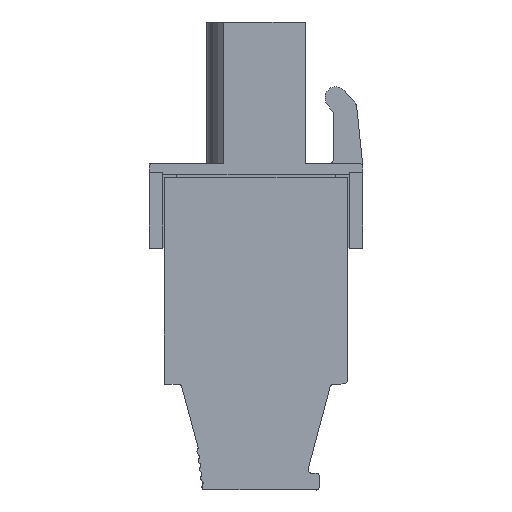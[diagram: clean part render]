
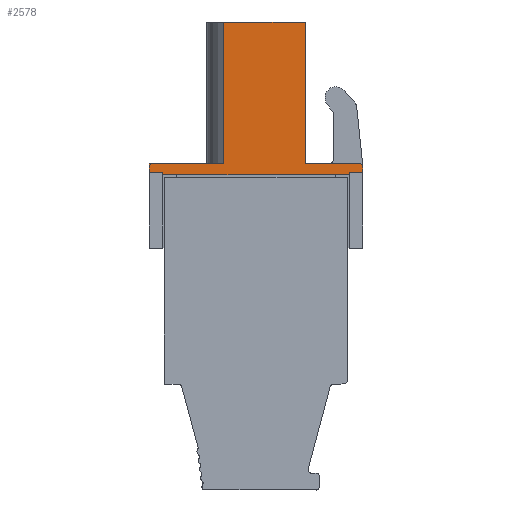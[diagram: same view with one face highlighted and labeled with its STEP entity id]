
A CAD part, left-side view. The second image highlights one B-rep face of the part: STEP entity #2578.
In plain terms, the highlighted planar face has unit normal (-1, 0, 0).
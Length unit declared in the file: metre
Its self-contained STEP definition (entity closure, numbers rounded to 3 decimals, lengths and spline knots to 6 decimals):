
#2578=ADVANCED_FACE('',(#5611),#5612,.T.);
#5611=FACE_OUTER_BOUND('',#8876,.T.);
#5612=PLANE('',#8877);
#8876=EDGE_LOOP('',(#16357,#16358,#16359,#16360,#16361,#16362,#16363,#16364,#16365,#16366,#16367,#16368,#16369,#16370,#16371));
#8877=AXIS2_PLACEMENT_3D('',#16372,#16373,#16374);
#16357=ORIENTED_EDGE('',*,*,#18780,.F.);
#16358=ORIENTED_EDGE('',*,*,#21110,.F.);
#16359=ORIENTED_EDGE('',*,*,#21111,.F.);
#16360=ORIENTED_EDGE('',*,*,#20324,.T.);
#16361=ORIENTED_EDGE('',*,*,#20448,.T.);
#16362=ORIENTED_EDGE('',*,*,#20429,.T.);
#16363=ORIENTED_EDGE('',*,*,#18840,.F.);
#16364=ORIENTED_EDGE('',*,*,#18297,.T.);
#16365=ORIENTED_EDGE('',*,*,#21112,.T.);
#16366=ORIENTED_EDGE('',*,*,#21021,.F.);
#16367=ORIENTED_EDGE('',*,*,#21113,.F.);
#16368=ORIENTED_EDGE('',*,*,#21017,.F.);
#16369=ORIENTED_EDGE('',*,*,#21114,.T.);
#16370=ORIENTED_EDGE('',*,*,#18709,.T.);
#16371=ORIENTED_EDGE('',*,*,#18772,.T.);
#16372=CARTESIAN_POINT('',(-0.031948,-0.030011,-0.068609));
#16373=DIRECTION('',(-1.0,0.,0.));
#16374=DIRECTION('',(0.,0.,-1.0));
#18297=EDGE_CURVE('',#21705,#21703,#21706,.T.);
#18709=EDGE_CURVE('',#22468,#22465,#22469,.T.);
#18772=EDGE_CURVE('',#22465,#22591,#22593,.T.);
#18780=EDGE_CURVE('',#22605,#22591,#22607,.T.);
#18840=EDGE_CURVE('',#21705,#22698,#22699,.T.);
#20324=EDGE_CURVE('',#24890,#24888,#24891,.T.);
#20429=EDGE_CURVE('',#25007,#22698,#25008,.T.);
#20448=EDGE_CURVE('',#24888,#25007,#25030,.T.);
#21017=EDGE_CURVE('',#25804,#25806,#25807,.F.);
#21021=EDGE_CURVE('',#25810,#25812,#25813,.F.);
#21110=EDGE_CURVE('',#25908,#22605,#25909,.F.);
#21111=EDGE_CURVE('',#24890,#25908,#25910,.T.);
#21112=EDGE_CURVE('',#21703,#25812,#25911,.T.);
#21113=EDGE_CURVE('',#25806,#25810,#25912,.T.);
#21114=EDGE_CURVE('',#25804,#22468,#25913,.T.);
#21703=VERTEX_POINT('',#26694);
#21705=VERTEX_POINT('',#26697);
#21706=LINE('',#26698,#26699);
#22465=VERTEX_POINT('',#27762);
#22468=VERTEX_POINT('',#27766);
#22469=LINE('',#27767,#27768);
#22591=VERTEX_POINT('',#27950);
#22593=LINE('',#27953,#27954);
#22605=VERTEX_POINT('',#27971);
#22607=LINE('',#27974,#27975);
#22698=VERTEX_POINT('',#28100);
#22699=LINE('',#28101,#28102);
#24888=VERTEX_POINT('',#31390);
#24890=VERTEX_POINT('',#31393);
#24891=LINE('',#31394,#31395);
#25007=VERTEX_POINT('',#31553);
#25008=LINE('',#31554,#31555);
#25030=LINE('',#31584,#31585);
#25804=VERTEX_POINT('',#32728);
#25806=VERTEX_POINT('',#32731);
#25807=LINE('',#32732,#32733);
#25810=VERTEX_POINT('',#32737);
#25812=VERTEX_POINT('',#32740);
#25813=LINE('',#32741,#32742);
#25908=VERTEX_POINT('',#32900);
#25909=CIRCLE('',#32901,0.000199);
#25910=LINE('',#32902,#32903);
#25911=LINE('',#32904,#32905);
#25912=LINE('',#32906,#32907);
#25913=LINE('',#32908,#32909);
#26694=CARTESIAN_POINT('',(-0.031948,-0.023743,-0.064142));
#26697=CARTESIAN_POINT('',(-0.031948,-0.023743,-0.063616));
#26698=CARTESIAN_POINT('',(-0.031948,-0.023743,-0.068609));
#26699=VECTOR('',#33623,1.0);
#27762=CARTESIAN_POINT('',(-0.031948,-0.036333,-0.064142));
#27766=CARTESIAN_POINT('',(-0.031948,-0.036333,-0.064142));
#27767=CARTESIAN_POINT('',(-0.031948,-0.036333,-0.068609));
#27768=VECTOR('',#34178,1.0);
#27950=CARTESIAN_POINT('',(-0.031948,-0.036327,-0.064142));
#27953=CARTESIAN_POINT('',(-0.031948,-0.030011,-0.064142));
#27954=VECTOR('',#34240,1.0);
#27971=CARTESIAN_POINT('',(-0.031948,-0.036327,-0.063815));
#27974=CARTESIAN_POINT('',(-0.031948,-0.036327,-0.068609));
#27975=VECTOR('',#34247,1.0);
#28100=CARTESIAN_POINT('',(-0.031948,-0.028137,-0.063616));
#28101=CARTESIAN_POINT('',(-0.031948,-0.030011,-0.063616));
#28102=VECTOR('',#34320,1.0);
#31390=CARTESIAN_POINT('',(-0.031948,-0.032937,-0.05527));
#31393=CARTESIAN_POINT('',(-0.031948,-0.032937,-0.063616));
#31394=CARTESIAN_POINT('',(-0.031948,-0.032937,-0.068609));
#31395=VECTOR('',#35665,1.0);
#31553=CARTESIAN_POINT('',(-0.031948,-0.028137,-0.05527));
#31554=CARTESIAN_POINT('',(-0.031948,-0.028137,-0.068609));
#31555=VECTOR('',#35738,1.0);
#31584=CARTESIAN_POINT('',(-0.031948,-0.030011,-0.05527));
#31585=VECTOR('',#35752,1.0);
#32728=CARTESIAN_POINT('',(-0.031948,-0.035526,-0.064142));
#32731=CARTESIAN_POINT('',(-0.031948,-0.035526,-0.064273));
#32732=CARTESIAN_POINT('',(-0.031948,-0.035526,-0.068609));
#32733=VECTOR('',#36277,1.0);
#32737=CARTESIAN_POINT('',(-0.031948,-0.024551,-0.064273));
#32740=CARTESIAN_POINT('',(-0.031948,-0.024551,-0.064142));
#32741=CARTESIAN_POINT('',(-0.031948,-0.024551,-0.068609));
#32742=VECTOR('',#36280,1.0);
#32900=CARTESIAN_POINT('',(-0.031948,-0.036128,-0.063616));
#32901=AXIS2_PLACEMENT_3D('',#36344,#36345,#36346);
#32902=CARTESIAN_POINT('',(-0.031948,-0.030011,-0.063616));
#32903=VECTOR('',#36347,1.0);
#32904=CARTESIAN_POINT('',(-0.031948,-0.006217,-0.064142));
#32905=VECTOR('',#36348,1.0);
#32906=CARTESIAN_POINT('',(-0.031948,-0.030011,-0.064273));
#32907=VECTOR('',#36349,1.0);
#32908=CARTESIAN_POINT('',(-0.031948,-0.006217,-0.064142));
#32909=VECTOR('',#36350,1.0);
#33623=DIRECTION('',(0.,0.,-1.0));
#34178=DIRECTION('',(0.,0.,1.0));
#34240=DIRECTION('',(0.,1.0,0.));
#34247=DIRECTION('',(0.,0.,-1.0));
#34320=DIRECTION('',(0.,-1.0,0.));
#35665=DIRECTION('',(0.,0.,1.0));
#35738=DIRECTION('',(0.,0.,-1.0));
#35752=DIRECTION('',(0.,1.0,0.));
#36277=DIRECTION('',(0.,0.,1.0));
#36280=DIRECTION('',(0.,0.,-1.0));
#36344=CARTESIAN_POINT('',(-0.031948,-0.036128,-0.063815));
#36345=DIRECTION('',(-1.0,0.,0.));
#36346=DIRECTION('',(0.,0.0,1.0));
#36347=DIRECTION('',(0.,-1.0,0.));
#36348=DIRECTION('',(0.,-1.0,0.));
#36349=DIRECTION('',(0.,1.0,0.));
#36350=DIRECTION('',(0.,-1.0,0.));
